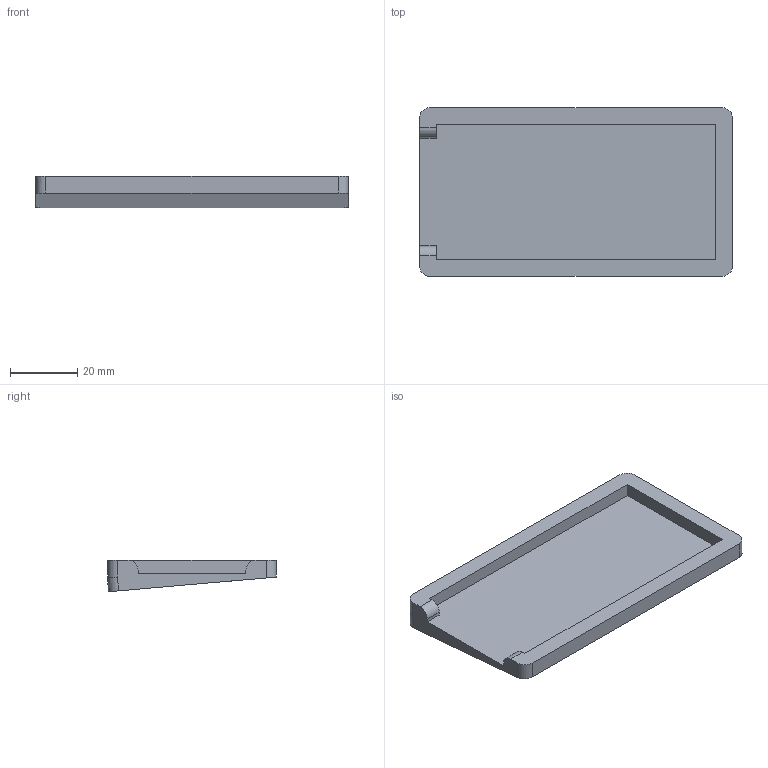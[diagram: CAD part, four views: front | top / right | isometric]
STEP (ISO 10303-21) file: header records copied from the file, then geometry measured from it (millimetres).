
FILE_DESCRIPTION(/* description */ (''),/* implementation_level */ '2;1');
FILE_NAME(/* name */ 'macro pad base.step',/* time_stamp */ '2026-01-06T20:18:27+11:00',/* author */ (''),/* organization */ (''),/* preprocessor_version */ 'ST-DEVELOPER v20.1',/* originating_system */ 'Autodesk Translation Framework v14.21.0.0',/* authorisation */ '');
FILE_SCHEMA (('AUTOMOTIVE_DESIGN { 1 0 10303 214 3 1 1 }'));
Length unit declared in the file: millimetre
Products named in the file (1): 2026-01-06-18-13-53-668
Bounding box: 92.9 x 50 x 9.36 mm (x, y, z)
Volume: 19380 mm3; surface area: 12036.7 mm2
Topology: 1 solids, 1 shells, 23 faces, 61 edges, 40 vertices
Faces by surface type: plane 14, cylinder 7, torus 2
Entity records: 750 total; most frequent: DIRECTION 127, CARTESIAN_POINT 125, ORIENTED_EDGE 122, EDGE_CURVE 61, LINE 43, VECTOR 43, AXIS2_PLACEMENT_3D 42, VERTEX_POINT 40
